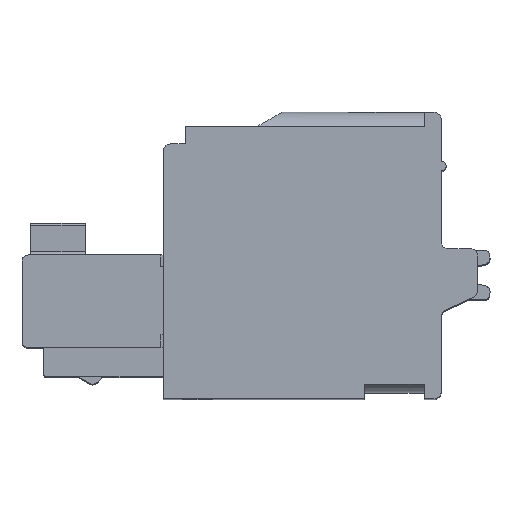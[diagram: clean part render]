
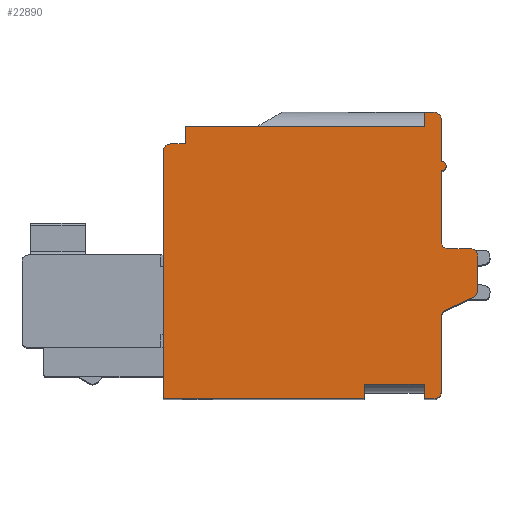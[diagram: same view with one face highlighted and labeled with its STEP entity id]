
A CAD part, top view. The second image highlights one B-rep face of the part: STEP entity #22890.
In plain terms, the highlighted planar face has unit normal (0, 0, 1).
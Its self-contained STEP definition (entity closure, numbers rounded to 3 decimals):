
#201=DIRECTION('',(0.,-1.,0.));
#202=VECTOR('',#201,0.7);
#203=CARTESIAN_POINT('',(-9.8,11.15,2.5));
#204=LINE('',#203,#202);
#277=DIRECTION('',(-1.,0.,0.));
#278=VECTOR('',#277,9.8);
#279=CARTESIAN_POINT('',(0.,11.15,2.5));
#280=LINE('',#279,#278);
#916=CARTESIAN_POINT('',(0.7,9.55,2.5));
#917=DIRECTION('',(0.,0.,1.));
#918=DIRECTION('',(0.,-1.,0.));
#919=AXIS2_PLACEMENT_3D('',#916,#917,#918);
#1006=DIRECTION('',(0.,1.,0.));
#1007=VECTOR('',#1006,2.9);
#1008=CARTESIAN_POINT('',(0.7,6.45,2.5));
#1009=LINE('',#1008,#1007);
#1204=DIRECTION('',(0.,1.,0.));
#1205=VECTOR('',#1204,3.059);
#1206=CARTESIAN_POINT('',(0.7,0.3,2.5));
#1207=LINE('',#1206,#1205);
#2447=DIRECTION('',(0.,-1.,0.));
#2448=VECTOR('',#2447,0.6);
#2449=CARTESIAN_POINT('',(0.,0.6,2.5));
#2450=LINE('',#2449,#2448);
#5548=DIRECTION('',(0.,1.,0.));
#5549=VECTOR('',#5548,10.15);
#5550=CARTESIAN_POINT('',(-10.7,0.,2.5));
#5551=LINE('',#5550,#5549);
#5552=CARTESIAN_POINT('',(-10.4,10.15,2.5));
#5553=DIRECTION('',(0.,0.,-1.));
#5554=DIRECTION('',(-1.,0.,0.));
#5555=AXIS2_PLACEMENT_3D('',#5552,#5553,#5554);
#5557=DIRECTION('',(1.,0.,0.));
#5558=VECTOR('',#5557,0.6);
#5559=CARTESIAN_POINT('',(-10.4,10.45,2.5));
#5560=LINE('',#5559,#5558);
#5561=DIRECTION('',(1.,0.,0.));
#5562=VECTOR('',#5561,0.4);
#5563=CARTESIAN_POINT('',(0.,11.75,2.5));
#5564=LINE('',#5563,#5562);
#5565=CARTESIAN_POINT('',(0.4,11.45,2.5));
#5566=DIRECTION('',(0.,0.,-1.));
#5567=DIRECTION('',(0.,1.,0.));
#5568=AXIS2_PLACEMENT_3D('',#5565,#5566,#5567);
#5570=DIRECTION('',(0.,-1.,0.));
#5571=VECTOR('',#5570,1.7);
#5572=CARTESIAN_POINT('',(0.7,11.45,2.5));
#5573=LINE('',#5572,#5571);
#5574=CARTESIAN_POINT('',(1.,6.45,2.5));
#5575=DIRECTION('',(0.,0.,1.));
#5576=DIRECTION('',(-1.,0.,0.));
#5577=AXIS2_PLACEMENT_3D('',#5574,#5575,#5576);
#5579=DIRECTION('',(1.,0.,0.));
#5580=VECTOR('',#5579,0.9);
#5581=CARTESIAN_POINT('',(1.,6.15,2.5));
#5582=LINE('',#5581,#5580);
#5583=CARTESIAN_POINT('',(1.9,5.85,2.5));
#5584=DIRECTION('',(0.,0.,-1.));
#5585=DIRECTION('',(0.,1.,0.));
#5586=AXIS2_PLACEMENT_3D('',#5583,#5584,#5585);
#5588=DIRECTION('',(0.,-1.,0.));
#5589=VECTOR('',#5588,1.409);
#5590=CARTESIAN_POINT('',(2.2,5.85,2.5));
#5591=LINE('',#5590,#5589);
#5592=CARTESIAN_POINT('',(1.9,4.441,2.5));
#5593=DIRECTION('',(0.,0.,-1.));
#5594=DIRECTION('',(1.,0.,0.));
#5595=AXIS2_PLACEMENT_3D('',#5592,#5593,#5594);
#5597=DIRECTION('',(-0.906,-0.423,0.));
#5598=VECTOR('',#5597,1.273);
#5599=CARTESIAN_POINT('',(2.027,4.169,2.5));
#5600=LINE('',#5599,#5598);
#5601=CARTESIAN_POINT('',(1.,3.359,2.5));
#5602=DIRECTION('',(0.,0.,1.));
#5603=DIRECTION('',(-0.423,0.906,0.));
#5604=AXIS2_PLACEMENT_3D('',#5601,#5602,#5603);
#5606=CARTESIAN_POINT('',(0.4,0.3,2.5));
#5607=DIRECTION('',(0.,0.,-1.));
#5608=DIRECTION('',(1.,0.,0.));
#5609=AXIS2_PLACEMENT_3D('',#5606,#5607,#5608);
#5611=DIRECTION('',(-1.,0.,0.));
#5612=VECTOR('',#5611,0.4);
#5613=CARTESIAN_POINT('',(0.4,0.,2.5));
#5614=LINE('',#5613,#5612);
#5615=DIRECTION('',(0.,-1.,0.));
#5616=VECTOR('',#5615,0.6);
#5617=CARTESIAN_POINT('',(-2.45,0.6,2.5));
#5618=LINE('',#5617,#5616);
#5619=DIRECTION('',(-1.,0.,0.));
#5620=VECTOR('',#5619,8.25);
#5621=CARTESIAN_POINT('',(-2.45,0.,2.5));
#5622=LINE('',#5621,#5620);
#5636=DIRECTION('',(0.,-1.,0.));
#5637=VECTOR('',#5636,0.6);
#5638=CARTESIAN_POINT('',(0.,11.75,2.5));
#5639=LINE('',#5638,#5637);
#5974=DIRECTION('',(1.,0.,0.));
#5975=VECTOR('',#5974,2.45);
#5976=CARTESIAN_POINT('',(-2.45,0.6,2.5));
#5977=LINE('',#5976,#5975);
#15034=CARTESIAN_POINT('',(-2.45,0.,2.5));
#15035=CARTESIAN_POINT('',(-10.7,0.,2.5));
#15036=VERTEX_POINT('',#15034);
#15037=VERTEX_POINT('',#15035);
#15090=CARTESIAN_POINT('',(-10.7,10.15,2.5));
#15091=VERTEX_POINT('',#15090);
#15232=CARTESIAN_POINT('',(-9.8,11.15,2.5));
#15233=CARTESIAN_POINT('',(-9.8,10.45,2.5));
#15234=VERTEX_POINT('',#15232);
#15235=VERTEX_POINT('',#15233);
#15252=CARTESIAN_POINT('',(0.,11.15,2.5));
#15253=VERTEX_POINT('',#15252);
#15272=CARTESIAN_POINT('',(0.,11.75,2.5));
#15273=CARTESIAN_POINT('',(0.4,11.75,2.5));
#15274=VERTEX_POINT('',#15272);
#15275=VERTEX_POINT('',#15273);
#15276=CARTESIAN_POINT('',(0.7,11.45,2.5));
#15277=VERTEX_POINT('',#15276);
#15286=CARTESIAN_POINT('',(0.7,9.75,2.5));
#15287=VERTEX_POINT('',#15286);
#15296=CARTESIAN_POINT('',(0.7,6.45,2.5));
#15297=VERTEX_POINT('',#15296);
#15298=CARTESIAN_POINT('',(0.7,9.35,2.5));
#15299=VERTEX_POINT('',#15298);
#15314=CARTESIAN_POINT('',(0.7,0.3,2.5));
#15315=CARTESIAN_POINT('',(0.7,3.359,2.5));
#15316=VERTEX_POINT('',#15314);
#15317=VERTEX_POINT('',#15315);
#15352=CARTESIAN_POINT('',(0.4,0.,2.5));
#15353=VERTEX_POINT('',#15352);
#15354=CARTESIAN_POINT('',(0.,0.,2.5));
#15355=VERTEX_POINT('',#15354);
#15357=CARTESIAN_POINT('',(0.,0.6,2.5));
#15359=VERTEX_POINT('',#15357);
#15364=CARTESIAN_POINT('',(-2.45,0.6,2.5));
#15365=VERTEX_POINT('',#15364);
#15368=CARTESIAN_POINT('',(-10.4,10.45,2.5));
#15369=VERTEX_POINT('',#15368);
#15370=CARTESIAN_POINT('',(1.,6.15,2.5));
#15371=VERTEX_POINT('',#15370);
#15372=CARTESIAN_POINT('',(1.9,6.15,2.5));
#15373=VERTEX_POINT('',#15372);
#15374=CARTESIAN_POINT('',(2.2,5.85,2.5));
#15375=VERTEX_POINT('',#15374);
#15376=CARTESIAN_POINT('',(2.2,4.441,2.5));
#15377=VERTEX_POINT('',#15376);
#15378=CARTESIAN_POINT('',(2.027,4.169,2.5));
#15379=VERTEX_POINT('',#15378);
#15380=CARTESIAN_POINT('',(0.873,3.631,2.5));
#15381=VERTEX_POINT('',#15380);
#22848=CARTESIAN_POINT('',(-1.384,8.507,2.5));
#22849=DIRECTION('',(0.,0.,1.));
#22850=DIRECTION('',(1.,0.,0.));
#22851=AXIS2_PLACEMENT_3D('',#22848,#22849,#22850);
#22852=PLANE('',#22851);
#22853=ORIENTED_EDGE('',*,*,#19906,.T.);
#22855=ORIENTED_EDGE('',*,*,#22854,.T.);
#22856=ORIENTED_EDGE('',*,*,#22841,.T.);
#22857=ORIENTED_EDGE('',*,*,#15799,.F.);
#22858=ORIENTED_EDGE('',*,*,#15898,.F.);
#22860=ORIENTED_EDGE('',*,*,#22859,.F.);
#22861=ORIENTED_EDGE('',*,*,#16694,.T.);
#22862=ORIENTED_EDGE('',*,*,#16727,.T.);
#22863=ORIENTED_EDGE('',*,*,#16750,.T.);
#22864=ORIENTED_EDGE('',*,*,#16829,.F.);
#22865=ORIENTED_EDGE('',*,*,#16879,.F.);
#22867=ORIENTED_EDGE('',*,*,#22866,.T.);
#22869=ORIENTED_EDGE('',*,*,#22868,.T.);
#22871=ORIENTED_EDGE('',*,*,#22870,.T.);
#22873=ORIENTED_EDGE('',*,*,#22872,.T.);
#22875=ORIENTED_EDGE('',*,*,#22874,.T.);
#22877=ORIENTED_EDGE('',*,*,#22876,.T.);
#22879=ORIENTED_EDGE('',*,*,#22878,.T.);
#22880=ORIENTED_EDGE('',*,*,#17063,.F.);
#22881=ORIENTED_EDGE('',*,*,#18410,.T.);
#22882=ORIENTED_EDGE('',*,*,#18425,.T.);
#22883=ORIENTED_EDGE('',*,*,#18444,.F.);
#22885=ORIENTED_EDGE('',*,*,#22884,.F.);
#22886=ORIENTED_EDGE('',*,*,#18506,.T.);
#22887=ORIENTED_EDGE('',*,*,#18557,.T.);
#22888=EDGE_LOOP('',(#22853,#22855,#22856,#22857,#22858,#22860,#22861,#22862,
#22863,#22864,#22865,#22867,#22869,#22871,#22873,#22875,#22877,#22879,#22880,
#22881,#22882,#22883,#22885,#22886,#22887));
#22889=FACE_OUTER_BOUND('',#22888,.F.);
#920=CIRCLE('',#919,0.2);
#5556=CIRCLE('',#5555,0.3);
#5569=CIRCLE('',#5568,0.3);
#5578=CIRCLE('',#5577,0.3);
#5587=CIRCLE('',#5586,0.3);
#5596=CIRCLE('',#5595,0.3);
#5605=CIRCLE('',#5604,0.3);
#5610=CIRCLE('',#5609,0.3);
#15799=EDGE_CURVE('',#15234,#15235,#204,.T.);
#15898=EDGE_CURVE('',#15253,#15234,#280,.T.);
#16694=EDGE_CURVE('',#15274,#15275,#5564,.T.);
#16727=EDGE_CURVE('',#15275,#15277,#5569,.T.);
#16750=EDGE_CURVE('',#15277,#15287,#5573,.T.);
#16829=EDGE_CURVE('',#15299,#15287,#920,.T.);
#16879=EDGE_CURVE('',#15297,#15299,#1009,.T.);
#17063=EDGE_CURVE('',#15316,#15317,#1207,.T.);
#18410=EDGE_CURVE('',#15316,#15353,#5610,.T.);
#18425=EDGE_CURVE('',#15353,#15355,#5614,.T.);
#18444=EDGE_CURVE('',#15359,#15355,#2450,.T.);
#18506=EDGE_CURVE('',#15365,#15036,#5618,.T.);
#18557=EDGE_CURVE('',#15036,#15037,#5622,.T.);
#19906=EDGE_CURVE('',#15037,#15091,#5551,.T.);
#22841=EDGE_CURVE('',#15369,#15235,#5560,.T.);
#22854=EDGE_CURVE('',#15091,#15369,#5556,.T.);
#22859=EDGE_CURVE('',#15274,#15253,#5639,.T.);
#22866=EDGE_CURVE('',#15297,#15371,#5578,.T.);
#22868=EDGE_CURVE('',#15371,#15373,#5582,.T.);
#22870=EDGE_CURVE('',#15373,#15375,#5587,.T.);
#22872=EDGE_CURVE('',#15375,#15377,#5591,.T.);
#22874=EDGE_CURVE('',#15377,#15379,#5596,.T.);
#22876=EDGE_CURVE('',#15379,#15381,#5600,.T.);
#22878=EDGE_CURVE('',#15381,#15317,#5605,.T.);
#22884=EDGE_CURVE('',#15365,#15359,#5977,.T.);
#22890=ADVANCED_FACE('',(#22889),#22852,.T.);
